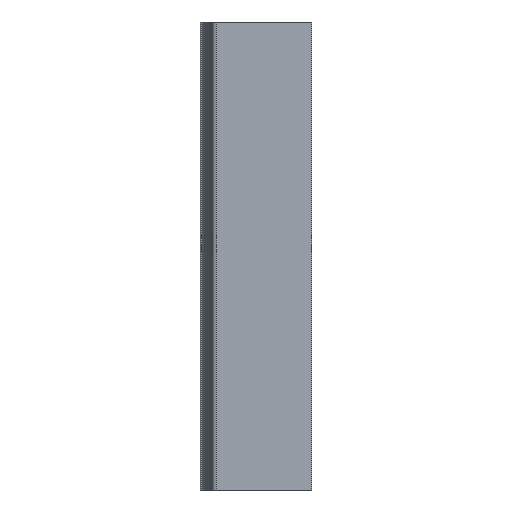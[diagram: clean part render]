
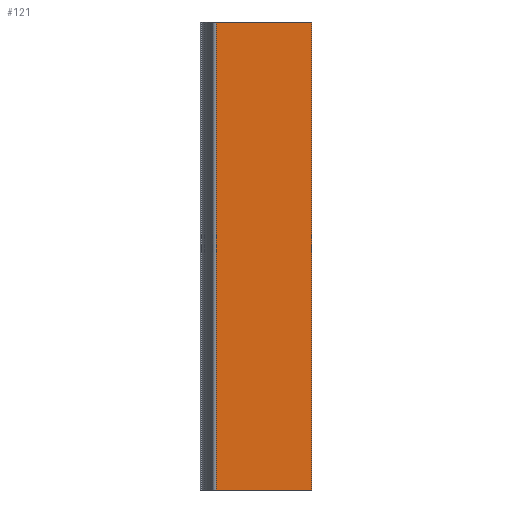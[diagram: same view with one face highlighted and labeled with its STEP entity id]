
A CAD part, left-side view. The second image highlights one B-rep face of the part: STEP entity #121.
In plain terms, the highlighted planar face has unit normal (-1, 0, 0).
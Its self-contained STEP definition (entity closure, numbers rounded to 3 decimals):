
#121 = ADVANCED_FACE( '', ( #245 ), #246, .F. );
#245 = FACE_OUTER_BOUND( '', #365, .T. );
#246 = PLANE( '', #366 );
#365 = EDGE_LOOP( '', ( #668, #669, #670, #671 ) );
#366 = AXIS2_PLACEMENT_3D( '', #672, #673, #674 );
#668 = ORIENTED_EDGE( '', *, *, #722, .T. );
#669 = ORIENTED_EDGE( '', *, *, #762, .F. );
#670 = ORIENTED_EDGE( '', *, *, #777, .F. );
#671 = ORIENTED_EDGE( '', *, *, #803, .T. );
#672 = CARTESIAN_POINT( '', ( 0., 21.375, 52.5 ) );
#673 = DIRECTION( '', ( 1., 0., 0. ) );
#674 = DIRECTION( '', ( 0., 0., -1. ) );
#722 = EDGE_CURVE( '', #821, #871, #873, .T. );
#762 = EDGE_CURVE( '', #930, #871, #932, .T. );
#777 = EDGE_CURVE( '', #950, #930, #952, .T. );
#803 = EDGE_CURVE( '', #950, #821, #986, .T. );
#821 = VERTEX_POINT( '', #1003 );
#871 = VERTEX_POINT( '', #1068 );
#873 = LINE( '', #1071, #1072 );
#930 = VERTEX_POINT( '', #1148 );
#932 = LINE( '', #1151, #1152 );
#950 = VERTEX_POINT( '', #1176 );
#952 = LINE( '', #1178, #1179 );
#986 = LINE( '', #1226, #1227 );
#1003 = CARTESIAN_POINT( '', ( 0., 21.375, -52.5 ) );
#1068 = CARTESIAN_POINT( '', ( 0., 0., -52.5 ) );
#1071 = CARTESIAN_POINT( '', ( 0., 21.375, -52.5 ) );
#1072 = VECTOR( '', #1290, 1000. );
#1148 = CARTESIAN_POINT( '', ( 0., 0., 52.5 ) );
#1151 = CARTESIAN_POINT( '', ( 0., 0., 52.5 ) );
#1152 = VECTOR( '', #1335, 1000. );
#1176 = CARTESIAN_POINT( '', ( 0., 21.375, 52.5 ) );
#1178 = CARTESIAN_POINT( '', ( 0., 21.375, 52.5 ) );
#1179 = VECTOR( '', #1351, 1000. );
#1226 = CARTESIAN_POINT( '', ( 0., 21.375, 52.5 ) );
#1227 = VECTOR( '', #1380, 1000. );
#1290 = DIRECTION( '', ( 0., -1., 0. ) );
#1335 = DIRECTION( '', ( 0., 0., -1. ) );
#1351 = DIRECTION( '', ( 0., -1., 0. ) );
#1380 = DIRECTION( '', ( 0., 0., -1. ) );
